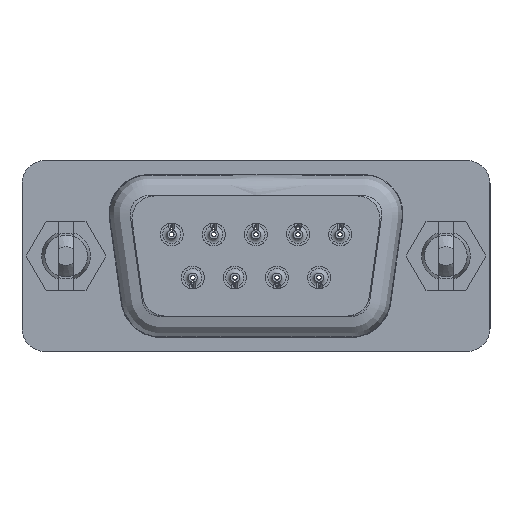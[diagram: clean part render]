
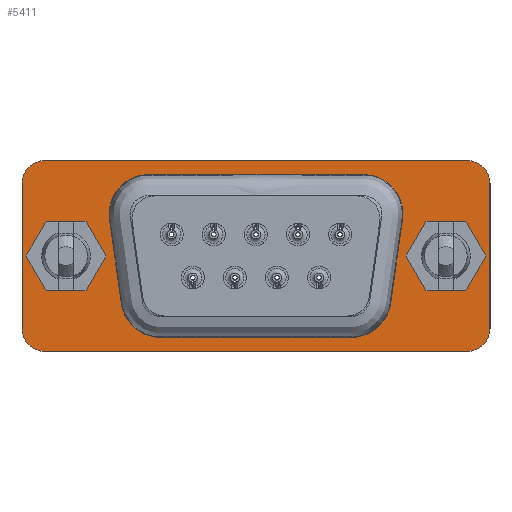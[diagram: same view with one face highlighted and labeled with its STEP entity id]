
A CAD part, front view. The second image highlights one B-rep face of the part: STEP entity #5411.
In plain terms, the highlighted planar face has unit normal (0, -1, 0).
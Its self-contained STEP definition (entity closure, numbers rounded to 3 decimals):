
#601=LINE('',#9379,#971);
#602=LINE('',#9383,#972);
#603=LINE('',#9387,#973);
#604=LINE('',#9391,#974);
#605=LINE('',#9397,#975);
#606=LINE('',#9401,#976);
#607=LINE('',#9405,#977);
#608=LINE('',#9409,#978);
#971=VECTOR('',#7616,1000.);
#972=VECTOR('',#7619,1000.);
#973=VECTOR('',#7622,1000.);
#974=VECTOR('',#7625,1000.);
#975=VECTOR('',#7630,1000.);
#976=VECTOR('',#7633,1000.);
#977=VECTOR('',#7636,1000.);
#978=VECTOR('',#7639,1000.);
#2009=ORIENTED_EDGE('',*,*,#3091,.T.);
#2010=ORIENTED_EDGE('',*,*,#3092,.T.);
#2011=ORIENTED_EDGE('',*,*,#3093,.T.);
#2012=ORIENTED_EDGE('',*,*,#3094,.T.);
#2013=ORIENTED_EDGE('',*,*,#3095,.T.);
#2014=ORIENTED_EDGE('',*,*,#3096,.T.);
#2015=ORIENTED_EDGE('',*,*,#3097,.T.);
#2016=ORIENTED_EDGE('',*,*,#3098,.T.);
#2017=ORIENTED_EDGE('',*,*,#3099,.T.);
#2018=ORIENTED_EDGE('',*,*,#3100,.F.);
#2019=ORIENTED_EDGE('',*,*,#3101,.F.);
#2020=ORIENTED_EDGE('',*,*,#3102,.F.);
#2021=ORIENTED_EDGE('',*,*,#3103,.F.);
#2022=ORIENTED_EDGE('',*,*,#3104,.F.);
#2023=ORIENTED_EDGE('',*,*,#3105,.F.);
#2024=ORIENTED_EDGE('',*,*,#3106,.F.);
#2025=ORIENTED_EDGE('',*,*,#3107,.F.);
#2026=ORIENTED_EDGE('',*,*,#3108,.T.);
#3091=EDGE_CURVE('',#3702,#3703,#4129,.T.);
#3092=EDGE_CURVE('',#3703,#3704,#601,.T.);
#3093=EDGE_CURVE('',#3704,#3705,#4130,.T.);
#3094=EDGE_CURVE('',#3705,#3706,#602,.T.);
#3095=EDGE_CURVE('',#3706,#3707,#4131,.T.);
#3096=EDGE_CURVE('',#3707,#3708,#603,.T.);
#3097=EDGE_CURVE('',#3708,#3709,#4132,.T.);
#3098=EDGE_CURVE('',#3709,#3702,#604,.T.);
#3099=EDGE_CURVE('',#3710,#3710,#4133,.T.);
#3100=EDGE_CURVE('',#3711,#3712,#4134,.T.);
#3101=EDGE_CURVE('',#3713,#3711,#605,.T.);
#3102=EDGE_CURVE('',#3714,#3713,#4135,.T.);
#3103=EDGE_CURVE('',#3715,#3714,#606,.T.);
#3104=EDGE_CURVE('',#3716,#3715,#4136,.T.);
#3105=EDGE_CURVE('',#3717,#3716,#607,.T.);
#3106=EDGE_CURVE('',#3718,#3717,#4137,.T.);
#3107=EDGE_CURVE('',#3712,#3718,#608,.T.);
#3108=EDGE_CURVE('',#3719,#3719,#4138,.T.);
#3702=VERTEX_POINT('',#9377);
#3703=VERTEX_POINT('',#9378);
#3704=VERTEX_POINT('',#9380);
#3705=VERTEX_POINT('',#9382);
#3706=VERTEX_POINT('',#9384);
#3707=VERTEX_POINT('',#9386);
#3708=VERTEX_POINT('',#9388);
#3709=VERTEX_POINT('',#9390);
#3710=VERTEX_POINT('',#9393);
#3711=VERTEX_POINT('',#9395);
#3712=VERTEX_POINT('',#9396);
#3713=VERTEX_POINT('',#9398);
#3714=VERTEX_POINT('',#9400);
#3715=VERTEX_POINT('',#9402);
#3716=VERTEX_POINT('',#9404);
#3717=VERTEX_POINT('',#9406);
#3718=VERTEX_POINT('',#9408);
#3719=VERTEX_POINT('',#9411);
#4129=CIRCLE('',#6307,2.6);
#4130=CIRCLE('',#6308,2.6);
#4131=CIRCLE('',#6309,2.6);
#4132=CIRCLE('',#6310,2.6);
#4133=CIRCLE('',#6311,1.5);
#4134=CIRCLE('',#6312,1.5);
#4135=CIRCLE('',#6313,1.5);
#4136=CIRCLE('',#6314,1.5);
#4137=CIRCLE('',#6315,1.5);
#4138=CIRCLE('',#6316,1.5);
#4486=EDGE_LOOP('',(#2009,#2010,#2011,#2012,#2013,#2014,#2015,#2016));
#4487=EDGE_LOOP('',(#2017));
#4488=EDGE_LOOP('',(#2018,#2019,#2020,#2021,#2022,#2023,#2024,#2025));
#4489=EDGE_LOOP('',(#2026));
#4919=FACE_BOUND('',#4486,.T.);
#4920=FACE_BOUND('',#4487,.T.);
#4921=FACE_BOUND('',#4488,.T.);
#4922=FACE_BOUND('',#4489,.T.);
#5138=PLANE('',#6306);
#5411=ADVANCED_FACE('',(#4919,#4920,#4921,#4922),#5138,.F.);
#6306=AXIS2_PLACEMENT_3D('',#9375,#7612,#7613);
#6307=AXIS2_PLACEMENT_3D('',#9376,#7614,#7615);
#6308=AXIS2_PLACEMENT_3D('',#9381,#7617,#7618);
#6309=AXIS2_PLACEMENT_3D('',#9385,#7620,#7621);
#6310=AXIS2_PLACEMENT_3D('',#9389,#7623,#7624);
#6311=AXIS2_PLACEMENT_3D('',#9392,#7626,#7627);
#6312=AXIS2_PLACEMENT_3D('',#9394,#7628,#7629);
#6313=AXIS2_PLACEMENT_3D('',#9399,#7631,#7632);
#6314=AXIS2_PLACEMENT_3D('',#9403,#7634,#7635);
#6315=AXIS2_PLACEMENT_3D('',#9407,#7637,#7638);
#6316=AXIS2_PLACEMENT_3D('',#9410,#7640,#7641);
#7612=DIRECTION('',(0.,1.,0.));
#7613=DIRECTION('',(0.,0.,1.));
#7614=DIRECTION('',(0.,1.,0.));
#7615=DIRECTION('',(1.,0.,0.));
#7616=DIRECTION('',(1.,0.,0.));
#7617=DIRECTION('',(0.,1.,0.));
#7618=DIRECTION('',(-1.,0.,0.));
#7619=DIRECTION('',(-0.139,0.,-0.99));
#7620=DIRECTION('',(0.,1.,0.));
#7621=DIRECTION('',(1.,0.,0.));
#7622=DIRECTION('',(-1.,0.,0.));
#7623=DIRECTION('',(0.,1.,0.));
#7624=DIRECTION('',(1.,0.,0.));
#7625=DIRECTION('',(-0.139,0.,0.99));
#7626=DIRECTION('',(0.,1.,0.));
#7627=DIRECTION('',(1.,0.,0.));
#7628=DIRECTION('',(0.,1.,0.));
#7629=DIRECTION('',(1.,0.,0.));
#7630=DIRECTION('',(0.,0.,1.));
#7631=DIRECTION('',(0.,1.,0.));
#7632=DIRECTION('',(1.,0.,0.));
#7633=DIRECTION('',(-1.,0.,0.));
#7634=DIRECTION('',(0.,1.,0.));
#7635=DIRECTION('',(1.,0.,0.));
#7636=DIRECTION('',(0.,0.,-1.));
#7637=DIRECTION('',(0.,1.,0.));
#7638=DIRECTION('',(-1.,0.,0.));
#7639=DIRECTION('',(1.,0.,0.));
#7640=DIRECTION('',(0.,1.,0.));
#7641=DIRECTION('',(1.,0.,0.));
#9375=CARTESIAN_POINT('',(-13.9,0.,4.775));
#9376=CARTESIAN_POINT('',(-7.065,0.,2.76));
#9377=CARTESIAN_POINT('',(-9.64,0.,2.398));
#9378=CARTESIAN_POINT('',(-7.065,0.,5.36));
#9379=CARTESIAN_POINT('',(-7.065,0.,5.36));
#9380=CARTESIAN_POINT('',(7.065,0.,5.36));
#9381=CARTESIAN_POINT('',(7.065,0.,2.76));
#9382=CARTESIAN_POINT('',(9.64,0.,2.398));
#9383=CARTESIAN_POINT('',(9.64,0.,2.398));
#9384=CARTESIAN_POINT('',(8.864,0.,-3.122));
#9385=CARTESIAN_POINT('',(6.289,0.,-2.76));
#9386=CARTESIAN_POINT('',(6.289,0.,-5.36));
#9387=CARTESIAN_POINT('',(6.289,0.,-5.36));
#9388=CARTESIAN_POINT('',(-6.289,0.,-5.36));
#9389=CARTESIAN_POINT('',(-6.289,0.,-2.76));
#9390=CARTESIAN_POINT('',(-8.864,0.,-3.122));
#9391=CARTESIAN_POINT('',(-8.864,0.,-3.122));
#9392=CARTESIAN_POINT('',(-12.5,0.,0.));
#9393=CARTESIAN_POINT('',(-11.,0.,0.));
#9394=CARTESIAN_POINT('',(-13.9,0.,4.775));
#9395=CARTESIAN_POINT('',(-15.4,0.,4.775));
#9396=CARTESIAN_POINT('',(-13.9,0.,6.275));
#9397=CARTESIAN_POINT('',(-15.4,0.,-4.775));
#9398=CARTESIAN_POINT('',(-15.4,0.,-4.775));
#9399=CARTESIAN_POINT('',(-13.9,0.,-4.775));
#9400=CARTESIAN_POINT('',(-13.9,0.,-6.275));
#9401=CARTESIAN_POINT('',(13.9,0.,-6.275));
#9402=CARTESIAN_POINT('',(13.9,0.,-6.275));
#9403=CARTESIAN_POINT('',(13.9,0.,-4.775));
#9404=CARTESIAN_POINT('',(15.4,0.,-4.775));
#9405=CARTESIAN_POINT('',(15.4,0.,4.775));
#9406=CARTESIAN_POINT('',(15.4,0.,4.775));
#9407=CARTESIAN_POINT('',(13.9,0.,4.775));
#9408=CARTESIAN_POINT('',(13.9,0.,6.275));
#9409=CARTESIAN_POINT('',(-13.9,0.,6.275));
#9410=CARTESIAN_POINT('',(12.5,0.,0.));
#9411=CARTESIAN_POINT('',(14.,0.,0.));
